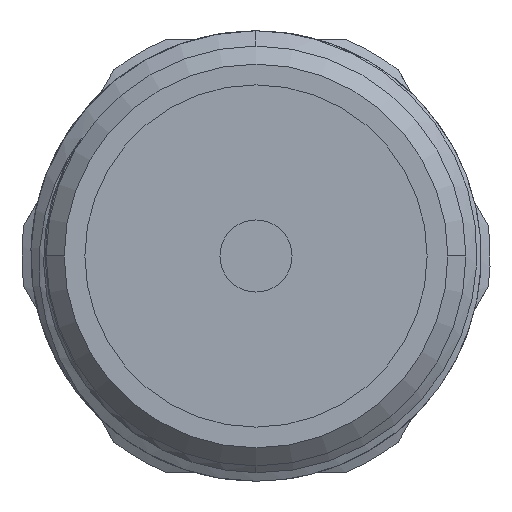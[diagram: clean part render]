
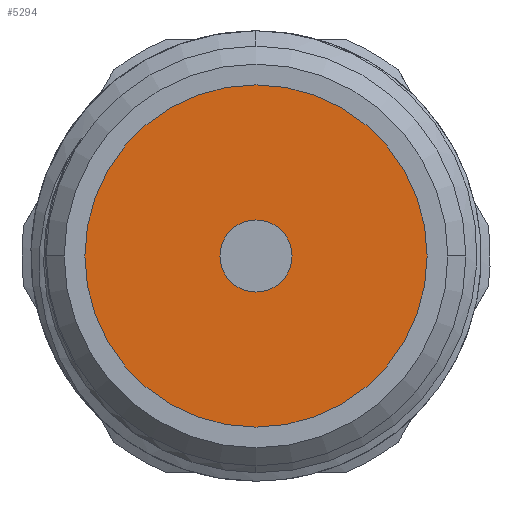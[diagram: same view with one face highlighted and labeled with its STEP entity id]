
A CAD part, front view. The second image highlights one B-rep face of the part: STEP entity #5294.
In plain terms, the highlighted planar face has unit normal (0, -1, 0).
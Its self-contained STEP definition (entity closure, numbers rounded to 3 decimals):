
#110 = CIRCLE ( 'NONE', #4228, 9.5 ) ;
#186 = VERTEX_POINT ( 'NONE', #3376 ) ;
#732 = CARTESIAN_POINT ( 'NONE',  ( 0., -5.6, 0. ) ) ;
#989 = CARTESIAN_POINT ( 'NONE',  ( 0., -5.6, 2. ) ) ;
#994 = CARTESIAN_POINT ( 'NONE',  ( 0., -5.6, 0. ) ) ;
#1007 = DIRECTION ( 'NONE',  ( 0., -1., 0. ) ) ;
#1266 = DIRECTION ( 'NONE',  ( 0., 0., -1. ) ) ;
#1296 = ORIENTED_EDGE ( 'NONE', *, *, #2599, .T. ) ;
#1514 = DIRECTION ( 'NONE',  ( 0., 0., -1. ) ) ;
#1566 = VERTEX_POINT ( 'NONE', #5090 ) ;
#1613 = ORIENTED_EDGE ( 'NONE', *, *, #6236, .T. ) ;
#1639 = VERTEX_POINT ( 'NONE', #4015 ) ;
#1763 = CARTESIAN_POINT ( 'NONE',  ( 0., -5.6, 0. ) ) ;
#2257 = FACE_BOUND ( 'NONE', #3117, .T. ) ;
#2280 = DIRECTION ( 'NONE',  ( 0., 0., -1. ) ) ;
#2599 = EDGE_CURVE ( 'NONE', #4343, #186, #3894, .T. ) ;
#2791 = CIRCLE ( 'NONE', #4583, 2. ) ;
#2874 = EDGE_CURVE ( 'NONE', #1566, #1639, #2908, .T. ) ;
#2908 = CIRCLE ( 'NONE', #3541, 9.5 ) ;
#2926 = EDGE_CURVE ( 'NONE', #1639, #1566, #110, .T. ) ;
#3117 = EDGE_LOOP ( 'NONE', ( #1613, #1296 ) ) ;
#3119 = EDGE_LOOP ( 'NONE', ( #5736, #5676 ) ) ;
#3376 = CARTESIAN_POINT ( 'NONE',  ( 0., -5.6, -2. ) ) ;
#3541 = AXIS2_PLACEMENT_3D ( 'NONE', #994, #4656, #1514 ) ;
#3565 = AXIS2_PLACEMENT_3D ( 'NONE', #4625, #3572, #5681 ) ;
#3572 = DIRECTION ( 'NONE',  ( 0., -1., 0. ) ) ;
#3894 = CIRCLE ( 'NONE', #5408, 2. ) ;
#4015 = CARTESIAN_POINT ( 'NONE',  ( 0., -5.6, 9.5 ) ) ;
#4108 = PLANE ( 'NONE',  #3565 ) ;
#4148 = CARTESIAN_POINT ( 'NONE',  ( 0., -5.6, 0. ) ) ;
#4228 = AXIS2_PLACEMENT_3D ( 'NONE', #4148, #1007, #4675 ) ;
#4343 = VERTEX_POINT ( 'NONE', #989 ) ;
#4406 = DIRECTION ( 'NONE',  ( 0., 1., 0. ) ) ;
#4583 = AXIS2_PLACEMENT_3D ( 'NONE', #1763, #5426, #2280 ) ;
#4625 = CARTESIAN_POINT ( 'NONE',  ( 0., -5.6, 0. ) ) ;
#4656 = DIRECTION ( 'NONE',  ( 0., -1., 0. ) ) ;
#4675 = DIRECTION ( 'NONE',  ( 0., 0., -1. ) ) ;
#4894 = FACE_OUTER_BOUND ( 'NONE', #3119, .T. ) ;
#5090 = CARTESIAN_POINT ( 'NONE',  ( 0., -5.6, -9.5 ) ) ;
#5294 = ADVANCED_FACE ( 'NONE', ( #2257, #4894 ), #4108, .T. ) ;
#5408 = AXIS2_PLACEMENT_3D ( 'NONE', #732, #4406, #1266 ) ;
#5426 = DIRECTION ( 'NONE',  ( 0., 1., 0. ) ) ;
#5676 = ORIENTED_EDGE ( 'NONE', *, *, #2926, .T. ) ;
#5681 = DIRECTION ( 'NONE',  ( 0., 0., -1. ) ) ;
#5736 = ORIENTED_EDGE ( 'NONE', *, *, #2874, .T. ) ;
#6236 = EDGE_CURVE ( 'NONE', #186, #4343, #2791, .T. ) ;
